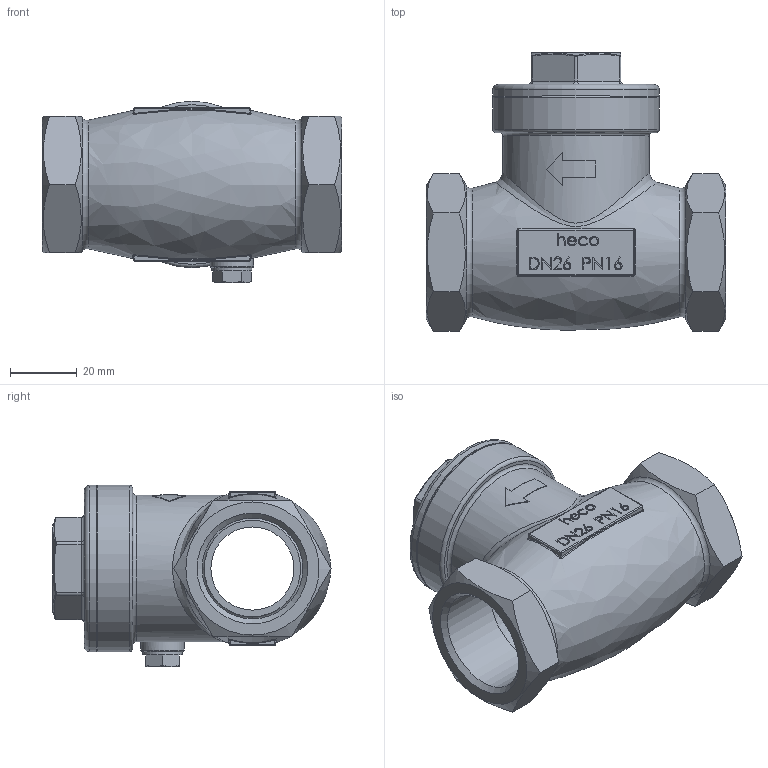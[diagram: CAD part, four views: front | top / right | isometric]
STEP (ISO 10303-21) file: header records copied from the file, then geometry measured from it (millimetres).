
FILE_DESCRIPTION (( 'STEP AP214' ), '1' );
FILE_NAME ('RÜ-100-000-4 Rückschlagklappe heco step214.STEP', '2011-08-05T09:16:08', ( 'test' ), ( '' ), 'SwSTEP 2.0', 'SolidWorks 2011', '' );
FILE_SCHEMA (( 'AUTOMOTIVE_DESIGN' ));
Length unit declared in the file: millimetre
Products named in the file (1): RÜ-100-000-4 Rückschlagklappe heco step214
Bounding box: 90 x 83.67 x 54.5 mm (x, y, z)
Volume: 79149 mm3; surface area: 35308.6 mm2
Topology: 1 solids, 1 shells, 511 faces, 1285 edges, 820 vertices
Faces by surface type: plane 223, bspline 207, cylinder 39, torus 20, cone 14, sphere 8
Full cylindrical faces by diameter (mm): 12 x1, 13 x1, 25 x1, 29 x1, 30.29 x2, 39 x1, 44 x1, 50 x2
Entity records: 32856 total; most frequent: CARTESIAN_POINT 16717, ORIENTED_EDGE 2450, DIRECTION 1521, EDGE_CURVE 1225, VERTEX_POINT 804, LINE 643, VECTOR 643, EDGE_LOOP 599
